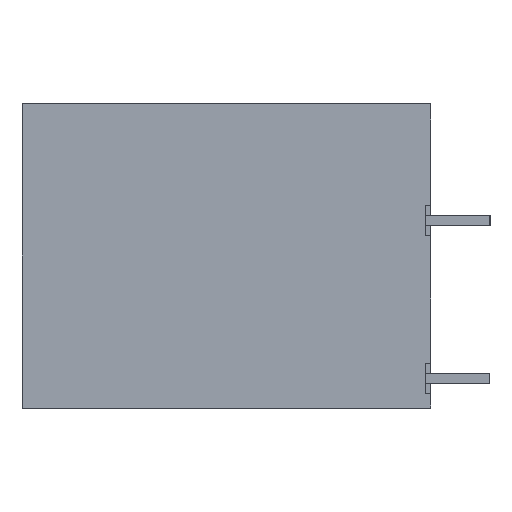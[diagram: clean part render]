
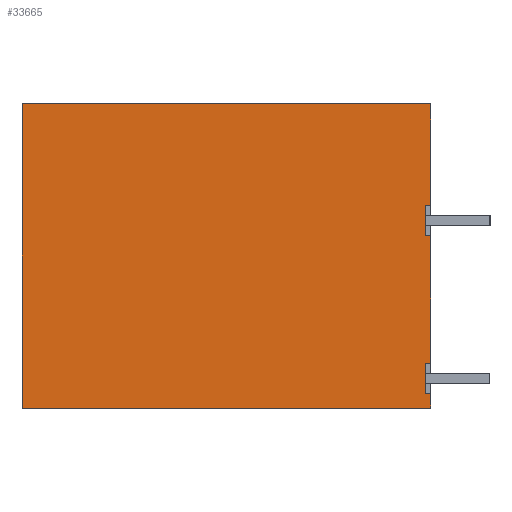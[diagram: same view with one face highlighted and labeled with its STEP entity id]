
A CAD part, left-side view. The second image highlights one B-rep face of the part: STEP entity #33665.
In plain terms, the highlighted planar face has unit normal (-1, 0, 0).
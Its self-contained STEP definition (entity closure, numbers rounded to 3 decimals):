
#33637=AXIS2_PLACEMENT_3D('Plane Axis2P3D',#33634,#33635,#33636) ;
#188=CARTESIAN_POINT('Vertex',(0.,3.8,0.85)) ;
#232=CARTESIAN_POINT('Vertex',(0.,3.8,2.65)) ;
#235=CARTESIAN_POINT('Line Origine',(0.,3.8,1.75)) ;
#1244=CARTESIAN_POINT('Vertex',(0.,3.8,10.2)) ;
#1265=CARTESIAN_POINT('Vertex',(0.,3.8,12.)) ;
#1268=CARTESIAN_POINT('Line Origine',(0.,3.8,11.1)) ;
#14949=CARTESIAN_POINT('Vertex',(0.,3.5,10.2)) ;
#14952=CARTESIAN_POINT('Line Origine',(0.,3.5,6.425)) ;
#14956=CARTESIAN_POINT('Vertex',(0.,3.5,2.65)) ;
#14977=CARTESIAN_POINT('Line Origine',(0.,3.65,10.2)) ;
#14995=CARTESIAN_POINT('Line Origine',(0.,3.65,2.65)) ;
#15051=CARTESIAN_POINT('Vertex',(0.,3.5,0.85)) ;
#15061=CARTESIAN_POINT('Line Origine',(0.,3.65,0.85)) ;
#15074=CARTESIAN_POINT('Line Origine',(0.,3.5,0.425)) ;
#15078=CARTESIAN_POINT('Vertex',(0.,3.5,0.)) ;
#15106=CARTESIAN_POINT('Line Origine',(0.,15.6,0.)) ;
#15110=CARTESIAN_POINT('Vertex',(0.,27.7,0.)) ;
#15249=CARTESIAN_POINT('Vertex',(0.,3.5,12.)) ;
#15252=CARTESIAN_POINT('Line Origine',(0.,3.65,12.)) ;
#33591=CARTESIAN_POINT('Line Origine',(0.,3.5,15.)) ;
#33595=CARTESIAN_POINT('Vertex',(0.,3.5,18.)) ;
#33634=CARTESIAN_POINT('Axis2P3D Location',(0.,0.,0.)) ;
#33639=CARTESIAN_POINT('Line Origine',(0.,15.6,18.)) ;
#33643=CARTESIAN_POINT('Vertex',(0.,27.7,18.)) ;
#33646=CARTESIAN_POINT('Line Origine',(0.,27.7,9.)) ;
#236=DIRECTION('Vector Direction',(0.,0.,-1.)) ;
#1269=DIRECTION('Vector Direction',(0.,0.,-1.)) ;
#14953=DIRECTION('Vector Direction',(0.,0.,-1.)) ;
#14978=DIRECTION('Vector Direction',(0.,1.,0.)) ;
#14996=DIRECTION('Vector Direction',(0.,1.,0.)) ;
#15062=DIRECTION('Vector Direction',(0.,1.,0.)) ;
#15075=DIRECTION('Vector Direction',(0.,0.,-1.)) ;
#15107=DIRECTION('Vector Direction',(0.,1.,0.)) ;
#15253=DIRECTION('Vector Direction',(0.,1.,0.)) ;
#33592=DIRECTION('Vector Direction',(0.,0.,-1.)) ;
#33635=DIRECTION('Axis2P3D Direction',(-1.,0.,0.)) ;
#33636=DIRECTION('Axis2P3D XDirection',(0.,0.,1.)) ;
#33640=DIRECTION('Vector Direction',(0.,-1.,0.)) ;
#33647=DIRECTION('Vector Direction',(0.,0.,1.)) ;
#237=VECTOR('Line Direction',#236,1.) ;
#1270=VECTOR('Line Direction',#1269,1.) ;
#14954=VECTOR('Line Direction',#14953,1.) ;
#14979=VECTOR('Line Direction',#14978,1.) ;
#14997=VECTOR('Line Direction',#14996,1.) ;
#15063=VECTOR('Line Direction',#15062,1.) ;
#15076=VECTOR('Line Direction',#15075,1.) ;
#15108=VECTOR('Line Direction',#15107,1.) ;
#15254=VECTOR('Line Direction',#15253,1.) ;
#33593=VECTOR('Line Direction',#33592,1.) ;
#33641=VECTOR('Line Direction',#33640,1.) ;
#33648=VECTOR('Line Direction',#33647,1.) ;
#33652=ORIENTED_EDGE('',*,*,#1272,.F.) ;
#33653=ORIENTED_EDGE('',*,*,#15256,.F.) ;
#33654=ORIENTED_EDGE('',*,*,#33597,.T.) ;
#33655=ORIENTED_EDGE('',*,*,#33645,.T.) ;
#33656=ORIENTED_EDGE('',*,*,#33650,.T.) ;
#33657=ORIENTED_EDGE('',*,*,#15112,.T.) ;
#33658=ORIENTED_EDGE('',*,*,#15080,.T.) ;
#33659=ORIENTED_EDGE('',*,*,#15065,.T.) ;
#33660=ORIENTED_EDGE('',*,*,#239,.F.) ;
#33661=ORIENTED_EDGE('',*,*,#14999,.F.) ;
#33662=ORIENTED_EDGE('',*,*,#14958,.T.) ;
#33663=ORIENTED_EDGE('',*,*,#14981,.T.) ;
#33665=ADVANCED_FACE('HOUSING',(#33664),#33638,.T.) ;
#239=EDGE_CURVE('',#233,#189,#238,.T.) ;
#1272=EDGE_CURVE('',#1266,#1245,#1271,.T.) ;
#14958=EDGE_CURVE('',#14957,#14950,#14955,.F.) ;
#14981=EDGE_CURVE('',#14950,#1245,#14980,.T.) ;
#14999=EDGE_CURVE('',#14957,#233,#14998,.T.) ;
#15065=EDGE_CURVE('',#15052,#189,#15064,.T.) ;
#15080=EDGE_CURVE('',#15079,#15052,#15077,.F.) ;
#15112=EDGE_CURVE('',#15111,#15079,#15109,.F.) ;
#15256=EDGE_CURVE('',#15250,#1266,#15255,.T.) ;
#33597=EDGE_CURVE('',#15250,#33596,#33594,.F.) ;
#33645=EDGE_CURVE('',#33596,#33644,#33642,.F.) ;
#33650=EDGE_CURVE('',#33644,#15111,#33649,.F.) ;
#33651=EDGE_LOOP('',(#33652,#33653,#33654,#33655,#33656,#33657,#33658,#33659,#33660,#33661,#33662,#33663)) ;
#33664=FACE_OUTER_BOUND('',#33651,.T.) ;
#238=LINE('Line',#235,#237) ;
#1271=LINE('Line',#1268,#1270) ;
#14955=LINE('Line',#14952,#14954) ;
#14980=LINE('Line',#14977,#14979) ;
#14998=LINE('Line',#14995,#14997) ;
#15064=LINE('Line',#15061,#15063) ;
#15077=LINE('Line',#15074,#15076) ;
#15109=LINE('Line',#15106,#15108) ;
#15255=LINE('Line',#15252,#15254) ;
#33594=LINE('Line',#33591,#33593) ;
#33642=LINE('Line',#33639,#33641) ;
#33649=LINE('Line',#33646,#33648) ;
#33638=PLANE('',#33637) ;
#189=VERTEX_POINT('',#188) ;
#233=VERTEX_POINT('',#232) ;
#1245=VERTEX_POINT('',#1244) ;
#1266=VERTEX_POINT('',#1265) ;
#14950=VERTEX_POINT('',#14949) ;
#14957=VERTEX_POINT('',#14956) ;
#15052=VERTEX_POINT('',#15051) ;
#15079=VERTEX_POINT('',#15078) ;
#15111=VERTEX_POINT('',#15110) ;
#15250=VERTEX_POINT('',#15249) ;
#33596=VERTEX_POINT('',#33595) ;
#33644=VERTEX_POINT('',#33643) ;
